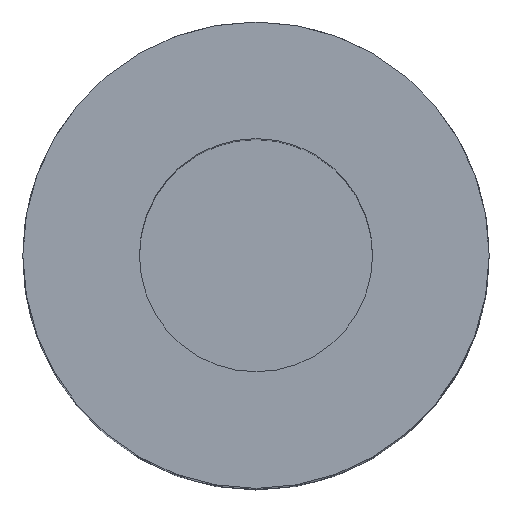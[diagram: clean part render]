
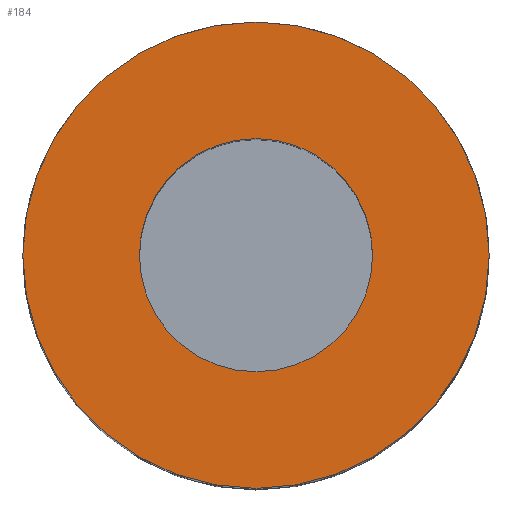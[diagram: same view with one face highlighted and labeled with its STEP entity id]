
A CAD part, top view. The second image highlights one B-rep face of the part: STEP entity #184.
In plain terms, the highlighted planar face has unit normal (0, 0, 1).
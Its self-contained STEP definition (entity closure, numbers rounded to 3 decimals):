
#31 = VERTEX_POINT ( 'NONE', #290 ) ;
#34 = CARTESIAN_POINT ( 'NONE',  ( -10., 0., 40. ) ) ;
#41 = CIRCLE ( 'NONE', #296, 10. ) ;
#44 = ORIENTED_EDGE ( 'NONE', *, *, #274, .T. ) ;
#47 = CARTESIAN_POINT ( 'NONE',  ( 0., 0., 40. ) ) ;
#51 = CARTESIAN_POINT ( 'NONE',  ( 5., 0., 40. ) ) ;
#54 = AXIS2_PLACEMENT_3D ( 'NONE', #47, #211, #483 ) ;
#65 = CIRCLE ( 'NONE', #545, 5. ) ;
#93 = EDGE_LOOP ( 'NONE', ( #96, #199 ) ) ;
#96 = ORIENTED_EDGE ( 'NONE', *, *, #352, .F. ) ;
#113 = DIRECTION ( 'NONE',  ( 1., 0., 0. ) ) ;
#116 = CARTESIAN_POINT ( 'NONE',  ( 0., 0., 40. ) ) ;
#121 = CIRCLE ( 'NONE', #54, 5. ) ;
#132 = CARTESIAN_POINT ( 'NONE',  ( 0., 0., 40. ) ) ;
#184 = ADVANCED_FACE ( 'NONE', ( #227, #455 ), #487, .T. ) ;
#199 = ORIENTED_EDGE ( 'NONE', *, *, #558, .F. ) ;
#211 = DIRECTION ( 'NONE',  ( 0., 0., 1. ) ) ;
#227 = FACE_BOUND ( 'NONE', #93, .T. ) ;
#231 = CARTESIAN_POINT ( 'NONE',  ( 0., 0., 40. ) ) ;
#235 = DIRECTION ( 'NONE',  ( 0., 0., 1. ) ) ;
#248 = DIRECTION ( 'NONE',  ( 1., 0., 0. ) ) ;
#274 = EDGE_CURVE ( 'NONE', #419, #337, #333, .T. ) ;
#290 = CARTESIAN_POINT ( 'NONE',  ( -5., 0., 40. ) ) ;
#293 = EDGE_CURVE ( 'NONE', #337, #419, #41, .T. ) ;
#296 = AXIS2_PLACEMENT_3D ( 'NONE', #132, #599, #248 ) ;
#300 = DIRECTION ( 'NONE',  ( 1., 0., 0. ) ) ;
#330 = DIRECTION ( 'NONE',  ( 1., 0., 0. ) ) ;
#333 = CIRCLE ( 'NONE', #525, 10. ) ;
#337 = VERTEX_POINT ( 'NONE', #34 ) ;
#346 = VERTEX_POINT ( 'NONE', #51 ) ;
#352 = EDGE_CURVE ( 'NONE', #346, #31, #121, .T. ) ;
#369 = CARTESIAN_POINT ( 'NONE',  ( 0., 0., 40. ) ) ;
#383 = CARTESIAN_POINT ( 'NONE',  ( 10., 0., 40. ) ) ;
#394 = DIRECTION ( 'NONE',  ( 0., 0., 1. ) ) ;
#419 = VERTEX_POINT ( 'NONE', #383 ) ;
#455 = FACE_OUTER_BOUND ( 'NONE', #607, .T. ) ;
#483 = DIRECTION ( 'NONE',  ( 1., 0., 0. ) ) ;
#487 = PLANE ( 'NONE',  #586 ) ;
#525 = AXIS2_PLACEMENT_3D ( 'NONE', #231, #235, #300 ) ;
#545 = AXIS2_PLACEMENT_3D ( 'NONE', #116, #394, #113 ) ;
#558 = EDGE_CURVE ( 'NONE', #31, #346, #65, .T. ) ;
#571 = DIRECTION ( 'NONE',  ( 0., 0., 1. ) ) ;
#586 = AXIS2_PLACEMENT_3D ( 'NONE', #369, #571, #330 ) ;
#599 = DIRECTION ( 'NONE',  ( 0., 0., 1. ) ) ;
#607 = EDGE_LOOP ( 'NONE', ( #612, #44 ) ) ;
#612 = ORIENTED_EDGE ( 'NONE', *, *, #293, .T. ) ;
